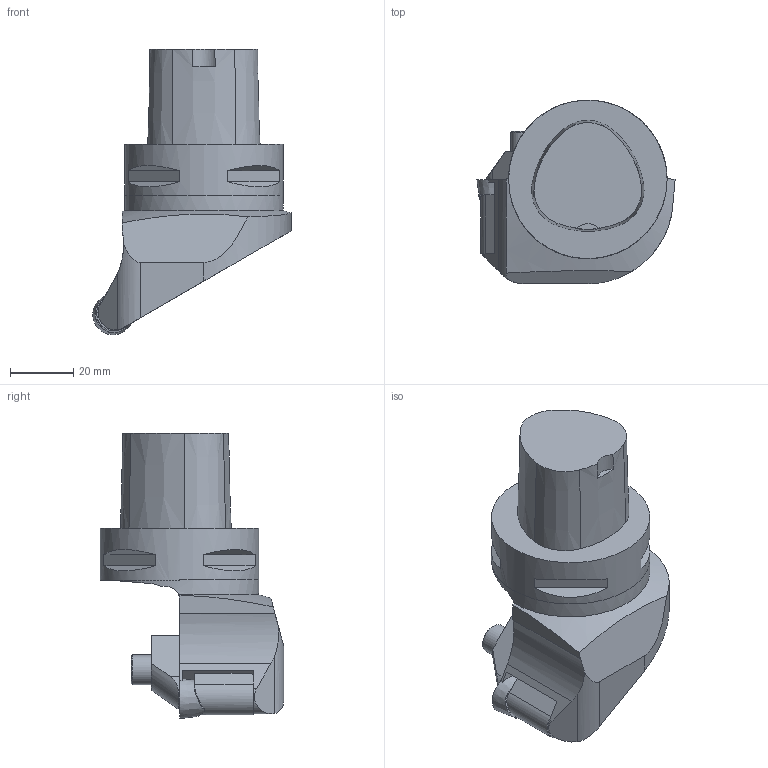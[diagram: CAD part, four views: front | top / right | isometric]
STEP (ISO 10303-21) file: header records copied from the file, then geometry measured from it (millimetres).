
FILE_DESCRIPTION(/* description */ (''),/* implementation_level */ '2;1');
FILE_NAME(/* name */ '1631703667581.stp',/* time_stamp */ '2021-09-15T16:31:24+05:00',/* author */ (''),/* organization */ ('SMS'),/* preprocessor_version */ 'ST-DEVELOPER v16.7',/* originating_system */ 'SIEMENS PLM Software NX 12.0',/* authorisation */ '');
FILE_SCHEMA (('AUTOMOTIVE_DESIGN { 1 0 10303 214 3 1 1 1 }'));
Length unit declared in the file: millimetre
Products named in the file (4): 203686977mod000_00; ASSEMBLY_CONSTRUCTION; 203701636mod000_00; 203701634mod000_00
Assembly tree (3 placements, depth 2):
  203701634mod000_00
    203701636mod000_00
    ASSEMBLY_CONSTRUCTION
    203686977mod000_00
Bounding box: 62.49 x 57.85 x 89.98 mm (x, y, z)
Volume: 104066.7 mm3; surface area: 16984.3 mm2
Topology: 2 solids, 3 shells, 79 faces, 206 edges, 144 vertices
Faces by surface type: plane 51, cylinder 17, cone 11
Full cylindrical faces by diameter (mm): 4.11 x1, 9.4 x1, 50 x1
Entity records: 2699 total; most frequent: CARTESIAN_POINT 568, DIRECTION 429, ORIENTED_EDGE 392, EDGE_CURVE 196, AXIS2_PLACEMENT_3D 164, VERTEX_POINT 132, LINE 101, VECTOR 101
